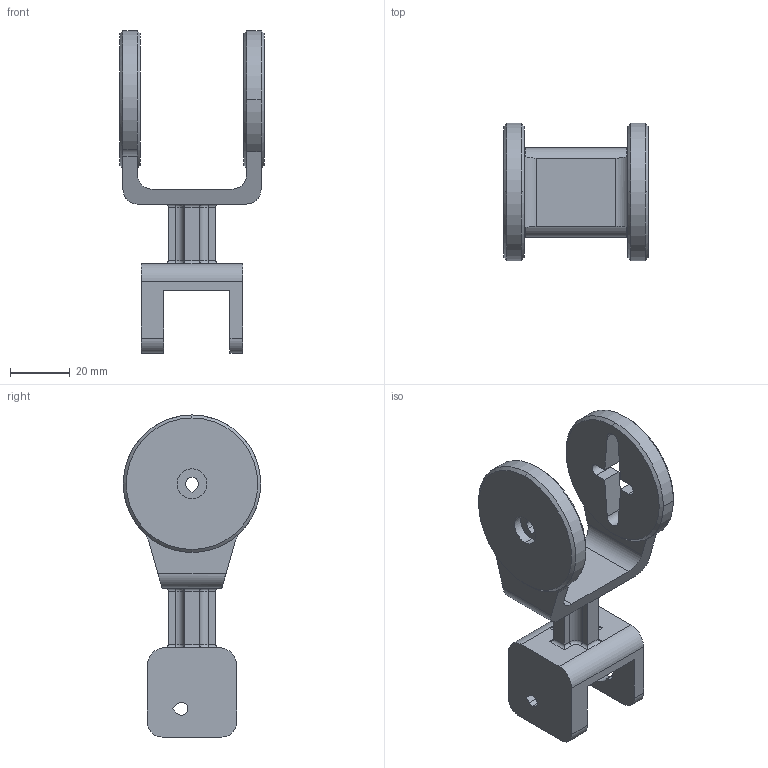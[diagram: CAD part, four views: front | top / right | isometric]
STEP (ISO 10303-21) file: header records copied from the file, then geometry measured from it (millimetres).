
FILE_DESCRIPTION (( 'STEP AP214' ), '1' );
FILE_NAME ('bodyMain_shoulderBody_001.STEP', '2024-12-15T00:55:04', ( '' ), ( '' ), 'SwSTEP 2.0', 'SolidWorks 2024', '' );
FILE_SCHEMA (( 'AUTOMOTIVE_DESIGN' ));
Length unit declared in the file: millimetre
Products named in the file (1): bodyMain_shoulderBody_001
Bounding box: 48.36 x 46.15 x 108.08 mm (x, y, z)
Volume: 44288.4 mm3; surface area: 18355.1 mm2
Topology: 1 solids, 1 shells, 146 faces, 382 edges, 240 vertices
Faces by surface type: cylinder 72, plane 58, cone 8, torus 8
Entity records: 4501 total; most frequent: CARTESIAN_POINT 841, DIRECTION 784, ORIENTED_EDGE 764, EDGE_CURVE 382, AXIS2_PLACEMENT_3D 279, VERTEX_POINT 240, VECTOR 226, LINE 226
